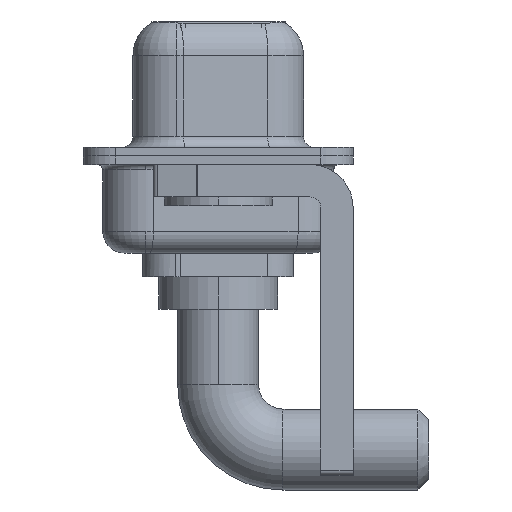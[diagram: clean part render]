
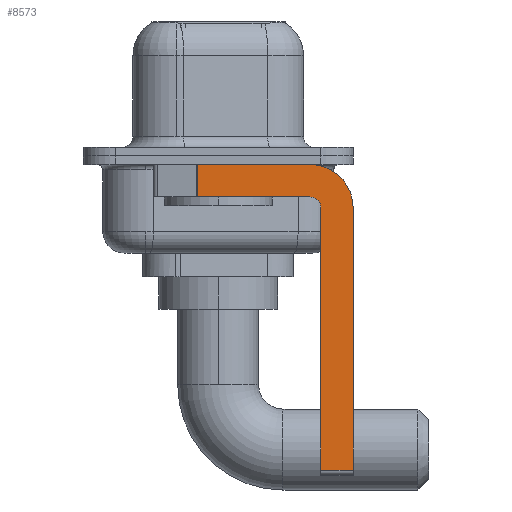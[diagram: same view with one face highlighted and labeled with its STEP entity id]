
A CAD part, left-side view. The second image highlights one B-rep face of the part: STEP entity #8573.
In plain terms, the highlighted planar face has unit normal (-1, 0, 0).
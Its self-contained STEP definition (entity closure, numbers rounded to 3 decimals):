
#268 = EDGE_CURVE ( 'NONE', #3427, #9993, #3269, .T. ) ;
#300 = CARTESIAN_POINT ( 'NONE',  ( -2.9, -6.25, -2.4 ) ) ;
#340 = AXIS2_PLACEMENT_3D ( 'NONE', #11763, #11836, #12911 ) ;
#383 = AXIS2_PLACEMENT_3D ( 'NONE', #3371, #12095, #6680 ) ;
#606 = EDGE_CURVE ( 'NONE', #13306, #8453, #7347, .T. ) ;
#635 = EDGE_CURVE ( 'NONE', #13463, #8453, #6494, .T. ) ;
#702 = DIRECTION ( 'NONE',  ( 0., 0., -1. ) ) ;
#1056 = CARTESIAN_POINT ( 'NONE',  ( -2.9, -4.25, -1.9 ) ) ;
#1145 = CARTESIAN_POINT ( 'NONE',  ( -2.9, -6.25, -2.4 ) ) ;
#1168 = ORIENTED_EDGE ( 'NONE', *, *, #11448, .T. ) ;
#1305 = CARTESIAN_POINT ( 'NONE',  ( -2.9, -4.75, -2.4 ) ) ;
#1420 = EDGE_CURVE ( 'NONE', #9605, #13463, #1836, .T. ) ;
#1521 = EDGE_CURVE ( 'NONE', #8605, #9605, #1815, .T. ) ;
#1815 = LINE ( 'NONE', #4996, #4767 ) ;
#1836 = CIRCLE ( 'NONE', #10203, 0.5 ) ;
#1926 = PLANE ( 'NONE',  #340 ) ;
#1987 = CARTESIAN_POINT ( 'NONE',  ( -2.9, 0.978, -1.9 ) ) ;
#2390 = DIRECTION ( 'NONE',  ( -1., 0., 0. ) ) ;
#2523 = VECTOR ( 'NONE', #3338, 1000. ) ;
#2625 = CARTESIAN_POINT ( 'NONE',  ( -2.9, -4.25, -14.55 ) ) ;
#2639 = ORIENTED_EDGE ( 'NONE', *, *, #635, .F. ) ;
#2691 = DIRECTION ( 'NONE',  ( 0., -1., 0. ) ) ;
#3078 = DIRECTION ( 'NONE',  ( 0., -1., 0. ) ) ;
#3269 = LINE ( 'NONE', #1145, #2523 ) ;
#3334 = EDGE_CURVE ( 'NONE', #13306, #13113, #9524, .T. ) ;
#3338 = DIRECTION ( 'NONE',  ( 0., 0., -1. ) ) ;
#3371 = CARTESIAN_POINT ( 'NONE',  ( -2.9, -4.25, -2.4 ) ) ;
#3427 = VERTEX_POINT ( 'NONE', #300 ) ;
#3490 = ORIENTED_EDGE ( 'NONE', *, *, #268, .F. ) ;
#4006 = DIRECTION ( 'NONE',  ( 0., 0., 1. ) ) ;
#4080 = VECTOR ( 'NONE', #13912, 1000. ) ;
#4116 = FACE_OUTER_BOUND ( 'NONE', #14036, .T. ) ;
#4681 = ORIENTED_EDGE ( 'NONE', *, *, #1420, .F. ) ;
#4767 = VECTOR ( 'NONE', #9311, 1000. ) ;
#4996 = CARTESIAN_POINT ( 'NONE',  ( -2.9, -4.75, -14.8 ) ) ;
#5497 = CARTESIAN_POINT ( 'NONE',  ( -2.9, 0.978, -1.9 ) ) ;
#5875 = VECTOR ( 'NONE', #702, 1000. ) ;
#6386 = CARTESIAN_POINT ( 'NONE',  ( -2.9, 0.978, -0.4 ) ) ;
#6494 = LINE ( 'NONE', #1056, #4080 ) ;
#6680 = DIRECTION ( 'NONE',  ( 0., 0., -1. ) ) ;
#7043 = EDGE_CURVE ( 'NONE', #13113, #3427, #11489, .T. ) ;
#7311 = VECTOR ( 'NONE', #3078, 1000. ) ;
#7347 = LINE ( 'NONE', #1987, #5875 ) ;
#8036 = ORIENTED_EDGE ( 'NONE', *, *, #3334, .F. ) ;
#8350 = CARTESIAN_POINT ( 'NONE',  ( -2.9, -4.75, -14.55 ) ) ;
#8453 = VERTEX_POINT ( 'NONE', #5497 ) ;
#8573 = ADVANCED_FACE ( 'NONE', ( #4116 ), #1926, .F. ) ;
#8605 = VERTEX_POINT ( 'NONE', #8350 ) ;
#8882 = ORIENTED_EDGE ( 'NONE', *, *, #7043, .F. ) ;
#9311 = DIRECTION ( 'NONE',  ( 0., 0., 1. ) ) ;
#9524 = LINE ( 'NONE', #9738, #7311 ) ;
#9605 = VERTEX_POINT ( 'NONE', #1305 ) ;
#9649 = CARTESIAN_POINT ( 'NONE',  ( -2.9, -6.25, -14.55 ) ) ;
#9738 = CARTESIAN_POINT ( 'NONE',  ( -2.9, 3., -0.4 ) ) ;
#9993 = VERTEX_POINT ( 'NONE', #9649 ) ;
#10203 = AXIS2_PLACEMENT_3D ( 'NONE', #12102, #2390, #4006 ) ;
#10403 = ORIENTED_EDGE ( 'NONE', *, *, #1521, .F. ) ;
#10841 = VECTOR ( 'NONE', #2691, 1000. ) ;
#11227 = CARTESIAN_POINT ( 'NONE',  ( -2.9, -4.25, -1.9 ) ) ;
#11448 = EDGE_CURVE ( 'NONE', #8605, #9993, #12427, .T. ) ;
#11489 = CIRCLE ( 'NONE', #383, 2. ) ;
#11763 = CARTESIAN_POINT ( 'NONE',  ( -2.9, -4.25, -2.4 ) ) ;
#11836 = DIRECTION ( 'NONE',  ( 1., 0., 0. ) ) ;
#12095 = DIRECTION ( 'NONE',  ( 1., 0., 0. ) ) ;
#12102 = CARTESIAN_POINT ( 'NONE',  ( -2.9, -4.25, -2.4 ) ) ;
#12427 = LINE ( 'NONE', #2625, #10841 ) ;
#12667 = ORIENTED_EDGE ( 'NONE', *, *, #606, .T. ) ;
#12911 = DIRECTION ( 'NONE',  ( 0., 0., -1. ) ) ;
#13113 = VERTEX_POINT ( 'NONE', #13729 ) ;
#13306 = VERTEX_POINT ( 'NONE', #6386 ) ;
#13463 = VERTEX_POINT ( 'NONE', #11227 ) ;
#13729 = CARTESIAN_POINT ( 'NONE',  ( -2.9, -4.25, -0.4 ) ) ;
#13912 = DIRECTION ( 'NONE',  ( 0., 1., 0. ) ) ;
#14036 = EDGE_LOOP ( 'NONE', ( #8036, #12667, #2639, #4681, #10403, #1168, #3490, #8882 ) ) ;
